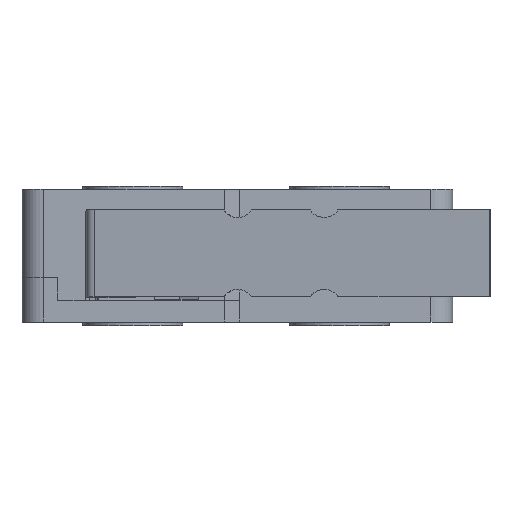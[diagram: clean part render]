
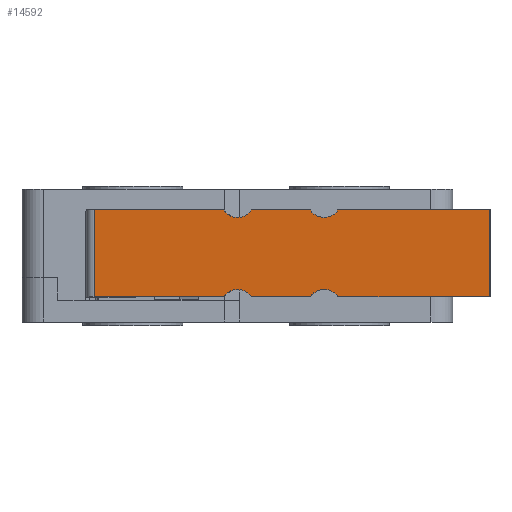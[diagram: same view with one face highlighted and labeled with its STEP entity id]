
A CAD part, top view. The second image highlights one B-rep face of the part: STEP entity #14592.
In plain terms, the highlighted planar face has unit normal (-0.087, 0, 0.996).
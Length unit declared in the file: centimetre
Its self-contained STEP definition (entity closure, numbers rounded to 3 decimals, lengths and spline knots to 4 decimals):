
#807=CIRCLE('',#15405,0.075);
#810=CIRCLE('',#15409,0.075);
#812=CIRCLE('',#15412,0.075);
#813=CIRCLE('',#15414,0.075);
#982=FACE_OUTER_BOUND('',#1788,.T.);
#1788=EDGE_LOOP('',(#9742,#9743,#9744,#9745,#9746,#9747,#9748,#9749,#9750,
#9751,#9752,#9753));
#2686=LINE('',#19144,#4328);
#2689=LINE('',#19152,#4331);
#2699=LINE('',#19168,#4341);
#2700=LINE('',#19171,#4342);
#2702=LINE('',#19177,#4344);
#2705=LINE('',#19183,#4347);
#2706=LINE('',#19184,#4348);
#2707=LINE('',#19185,#4349);
#4328=VECTOR('',#16164,1.);
#4331=VECTOR('',#16171,1.);
#4341=VECTOR('',#16185,1.);
#4342=VECTOR('',#16188,1.);
#4344=VECTOR('',#16196,1.);
#4347=VECTOR('',#16203,1.);
#4348=VECTOR('',#16204,1.);
#4349=VECTOR('',#16205,1.);
#5950=VERTEX_POINT('',#19104);
#5952=VERTEX_POINT('',#19107);
#5955=VERTEX_POINT('',#19114);
#5957=VERTEX_POINT('',#19118);
#5959=VERTEX_POINT('',#19123);
#5961=VERTEX_POINT('',#19127);
#5962=VERTEX_POINT('',#19131);
#5964=VERTEX_POINT('',#19134);
#5967=VERTEX_POINT('',#19142);
#5970=VERTEX_POINT('',#19151);
#5974=VERTEX_POINT('',#19166);
#5975=VERTEX_POINT('',#19170);
#7434=EDGE_CURVE('',#5952,#5950,#807,.T.);
#7440=EDGE_CURVE('',#5955,#5957,#810,.T.);
#7444=EDGE_CURVE('',#5959,#5961,#812,.T.);
#7446=EDGE_CURVE('',#5964,#5962,#813,.T.);
#7451=EDGE_CURVE('',#5957,#5967,#2686,.T.);
#7455=EDGE_CURVE('',#5970,#5959,#2689,.T.);
#7465=EDGE_CURVE('',#5962,#5974,#2699,.T.);
#7466=EDGE_CURVE('',#5975,#5952,#2700,.T.);
#7470=EDGE_CURVE('',#5950,#5964,#2702,.T.);
#7473=EDGE_CURVE('',#5970,#5974,#2705,.T.);
#7474=EDGE_CURVE('',#5961,#5955,#2706,.T.);
#7475=EDGE_CURVE('',#5975,#5967,#2707,.T.);
#9742=ORIENTED_EDGE('',*,*,#7434,.T.);
#9743=ORIENTED_EDGE('',*,*,#7470,.T.);
#9744=ORIENTED_EDGE('',*,*,#7446,.T.);
#9745=ORIENTED_EDGE('',*,*,#7465,.T.);
#9746=ORIENTED_EDGE('',*,*,#7473,.F.);
#9747=ORIENTED_EDGE('',*,*,#7455,.T.);
#9748=ORIENTED_EDGE('',*,*,#7444,.T.);
#9749=ORIENTED_EDGE('',*,*,#7474,.T.);
#9750=ORIENTED_EDGE('',*,*,#7440,.T.);
#9751=ORIENTED_EDGE('',*,*,#7451,.T.);
#9752=ORIENTED_EDGE('',*,*,#7475,.F.);
#9753=ORIENTED_EDGE('',*,*,#7466,.T.);
#14076=PLANE('',#15427);
#14592=ADVANCED_FACE('',(#982),#14076,.T.);
#15405=AXIS2_PLACEMENT_3D('',#19108,#16130,#16131);
#15409=AXIS2_PLACEMENT_3D('',#19120,#16141,#16142);
#15412=AXIS2_PLACEMENT_3D('',#19129,#16149,#16150);
#15414=AXIS2_PLACEMENT_3D('',#19135,#16154,#16155);
#15427=AXIS2_PLACEMENT_3D('',#19182,#16201,#16202);
#16130=DIRECTION('center_axis',(0.087,0.,
-0.996));
#16131=DIRECTION('ref_axis',(-0.996,0.,-0.087));
#16141=DIRECTION('center_axis',(0.087,0.,
-0.996));
#16142=DIRECTION('ref_axis',(-0.996,0.,-0.087));
#16149=DIRECTION('center_axis',(0.087,0.,
-0.996));
#16150=DIRECTION('ref_axis',(-0.996,0.,-0.087));
#16154=DIRECTION('center_axis',(0.087,0.,
-0.996));
#16155=DIRECTION('ref_axis',(-0.996,0.,-0.087));
#16164=DIRECTION('',(-0.996,0.,-0.087));
#16171=DIRECTION('',(-0.996,0.,-0.087));
#16185=DIRECTION('',(0.996,0.,0.087));
#16188=DIRECTION('',(0.996,0.,0.087));
#16196=DIRECTION('',(0.996,0.,0.087));
#16201=DIRECTION('center_axis',(-0.087,0.,
0.996));
#16202=DIRECTION('ref_axis',(0.996,0.,0.087));
#16203=DIRECTION('',(0.,-1.,0.));
#16204=DIRECTION('',(-0.996,0.,-0.087));
#16205=DIRECTION('',(0.,1.,0.));
#19104=CARTESIAN_POINT('',(0.5435,-0.495,0.9444));
#19107=CARTESIAN_POINT('',(0.4171,-0.495,0.9333));
#19108=CARTESIAN_POINT('Origin',(0.4803,-0.535,0.9388));
#19114=CARTESIAN_POINT('',(0.5435,-0.095,0.9444));
#19118=CARTESIAN_POINT('',(0.4171,-0.095,0.9333));
#19120=CARTESIAN_POINT('Origin',(0.4803,-0.055,
0.9388));
#19123=CARTESIAN_POINT('',(0.942,-0.095,0.9792));
#19127=CARTESIAN_POINT('',(0.8156,-0.095,0.9682));
#19129=CARTESIAN_POINT('Origin',(0.8788,-0.055,0.9737));
#19131=CARTESIAN_POINT('',(0.942,-0.495,0.9792));
#19134=CARTESIAN_POINT('',(0.8156,-0.495,0.9682));
#19135=CARTESIAN_POINT('Origin',(0.8788,-0.535,0.9737));
#19142=CARTESIAN_POINT('',(-0.1771,-0.095,0.8813));
#19144=CARTESIAN_POINT('',(-0.1771,-0.095,0.8813));
#19151=CARTESIAN_POINT('',(1.6389,-0.095,1.0402));
#19152=CARTESIAN_POINT('',(-0.1771,-0.095,0.8813));
#19166=CARTESIAN_POINT('',(1.6389,-0.495,1.0402));
#19168=CARTESIAN_POINT('',(-0.1771,-0.495,0.8813));
#19170=CARTESIAN_POINT('',(-0.1771,-0.495,0.8813));
#19171=CARTESIAN_POINT('',(-0.1771,-0.495,0.8813));
#19177=CARTESIAN_POINT('',(-0.1771,-0.495,0.8813));
#19182=CARTESIAN_POINT('Origin',(1.6389,-0.295,1.0402));
#19183=CARTESIAN_POINT('',(1.6389,-0.295,1.0402));
#19184=CARTESIAN_POINT('',(-0.1771,-0.095,0.8813));
#19185=CARTESIAN_POINT('',(-0.1771,-0.295,0.8813));
